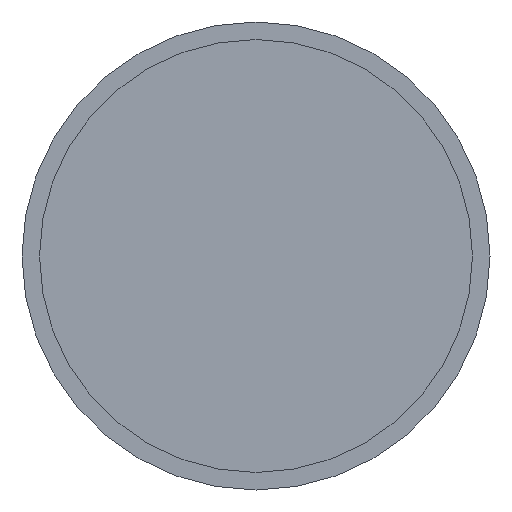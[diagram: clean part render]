
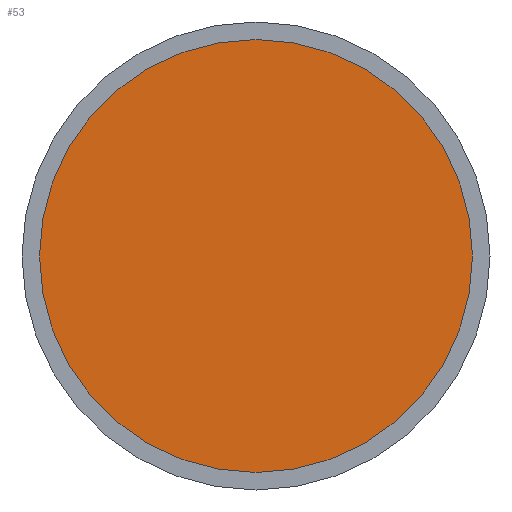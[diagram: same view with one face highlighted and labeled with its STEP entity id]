
A CAD part, front view. The second image highlights one B-rep face of the part: STEP entity #53.
In plain terms, the highlighted planar face has unit normal (0, -1, 0).
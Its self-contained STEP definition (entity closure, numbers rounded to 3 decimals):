
#53 = ADVANCED_FACE( '', ( #119 ), #120, .F. );
#119 = FACE_OUTER_BOUND( '', #202, .T. );
#120 = PLANE( '', #203 );
#202 = EDGE_LOOP( '', ( #322 ) );
#203 = AXIS2_PLACEMENT_3D( '', #323, #324, #325 );
#322 = ORIENTED_EDGE( '', *, *, #449, .T. );
#323 = CARTESIAN_POINT( '', ( 46.25, -3., 0. ) );
#324 = DIRECTION( '', ( 0., 1., 0. ) );
#325 = DIRECTION( '', ( 0., 0., 1. ) );
#449 = EDGE_CURVE( '', #507, #507, #508, .T. );
#507 = VERTEX_POINT( '', #580 );
#508 = CIRCLE( '', #581, 46.25 );
#580 = CARTESIAN_POINT( '', ( 0., -3., -46.25 ) );
#581 = AXIS2_PLACEMENT_3D( '', #666, #667, #668 );
#666 = CARTESIAN_POINT( '', ( 0., -3., 0. ) );
#667 = DIRECTION( '', ( 0., -1., 0. ) );
#668 = DIRECTION( '', ( 0., 0., -1. ) );
